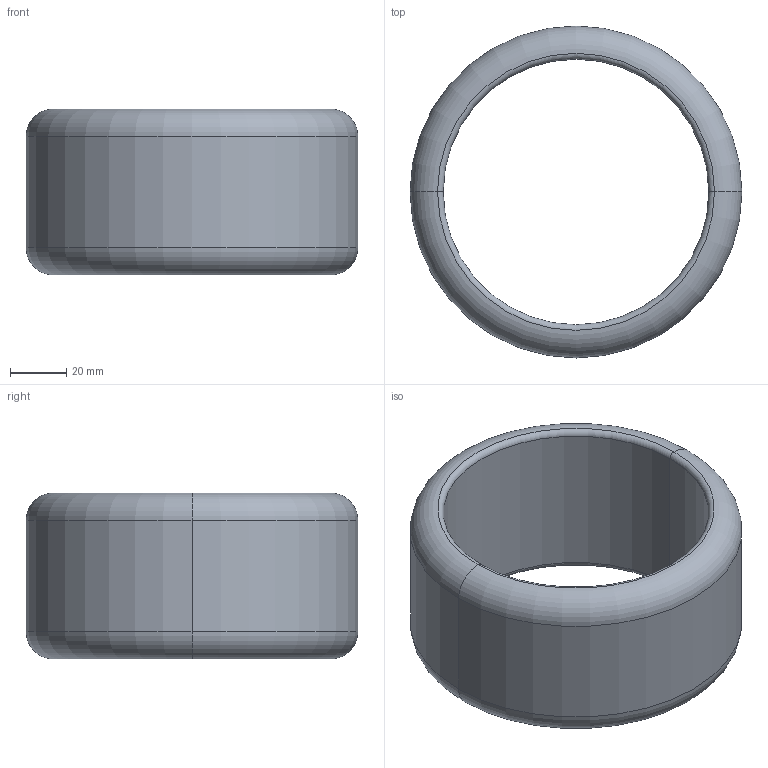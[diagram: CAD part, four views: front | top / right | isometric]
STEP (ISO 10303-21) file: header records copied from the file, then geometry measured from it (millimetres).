
FILE_DESCRIPTION(('HOOPS Exchange Step'),'2;1');
FILE_NAME('export-B141E036-FF82-4BCA-9829-3F62847A6E48.stp','2022-06-28T09:33:16+02:00',('User'),('Alibre'),'HOOPS Exchange 2021.0','Alibre','Unknown authorisation');
FILE_SCHEMA( ('AP242_MANAGED_MODEL_BASED_3D_ENGINEERING_MIM_LF {1 0 10303 442 1 1 4 }') );
Length unit declared in the file: millimetre
Products named in the file (1): 5950-1 IGUS E-chain triflex® R Series TR.85.10 Protector (Screwed-on) STEP214
Bounding box: 118 x 118 x 59 mm (x, y, z)
Volume: 216321.3 mm3; surface area: 43538.5 mm2
Topology: 1 solids, 1 shells, 12 faces, 24 edges, 12 vertices
Faces by surface type: torus 8, cylinder 4
Entity records: 355 total; most frequent: DIRECTION 72, CARTESIAN_POINT 50, ORIENTED_EDGE 48, AXIS2_PLACEMENT_3D 34, EDGE_CURVE 24, CIRCLE 20, VERTEX_POINT 12, EDGE_LOOP 12
